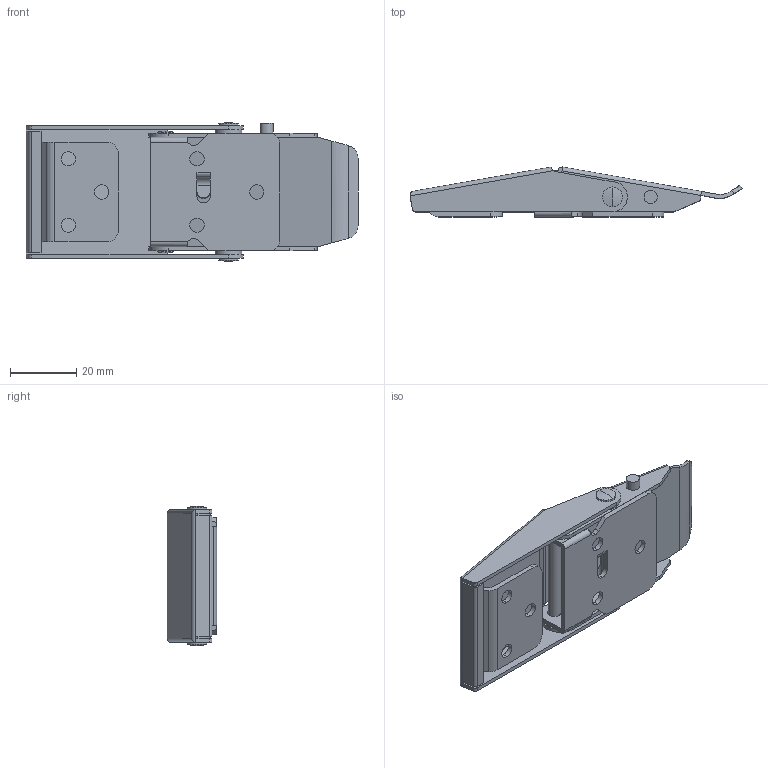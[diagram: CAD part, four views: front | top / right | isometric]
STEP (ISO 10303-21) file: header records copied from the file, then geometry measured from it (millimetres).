
FILE_DESCRIPTION (( 'STEP AP203' ), '1' );
FILE_NAME ('C-1143-2-2.STEP', '2020-06-17T02:13:51', ( '' ), ( '' ), 'SwSTEP 2.0', 'SolidWorks 2018', '' );
FILE_SCHEMA (( 'CONFIG_CONTROL_DESIGN' ));
Length unit declared in the file: millimetre
Products named in the file (9): C-1143-2-2_取付板_; C-1143-2-2_軸A_; C-1143-2-2_レバー_; C-1143-2-2_ストップピン_; C-1143-2-2_受金_; C-1143-2-2; C-1143-2-2_軸B_; C-1143-2-2_フック_; C-1143-2-2_ワッシャー_
Assembly tree (9 placements, depth 2):
  C-1143-2-2
    C-1143-2-2_取付板_
    C-1143-2-2_フック_
    C-1143-2-2_レバー_
    C-1143-2-2_軸A_
    C-1143-2-2_軸B_
    C-1143-2-2_ワッシャー_  x2
    C-1143-2-2_受金_
    C-1143-2-2_ストップピン_
Bounding box: 100 x 15.02 x 41.92 mm (x, y, z)
Volume: 11691.8 mm3; surface area: 19302.8 mm2
Topology: 9 solids, 9 shells, 197 faces, 502 edges, 328 vertices
Faces by surface type: cylinder 102, plane 83, sphere 8, bspline 4
Entity records: 7119 total; most frequent: CARTESIAN_POINT 1329, DIRECTION 1046, ORIENTED_EDGE 980, EDGE_CURVE 490, AXIS2_PLACEMENT_3D 393, VERTEX_POINT 320, VECTOR 260, LINE 260
